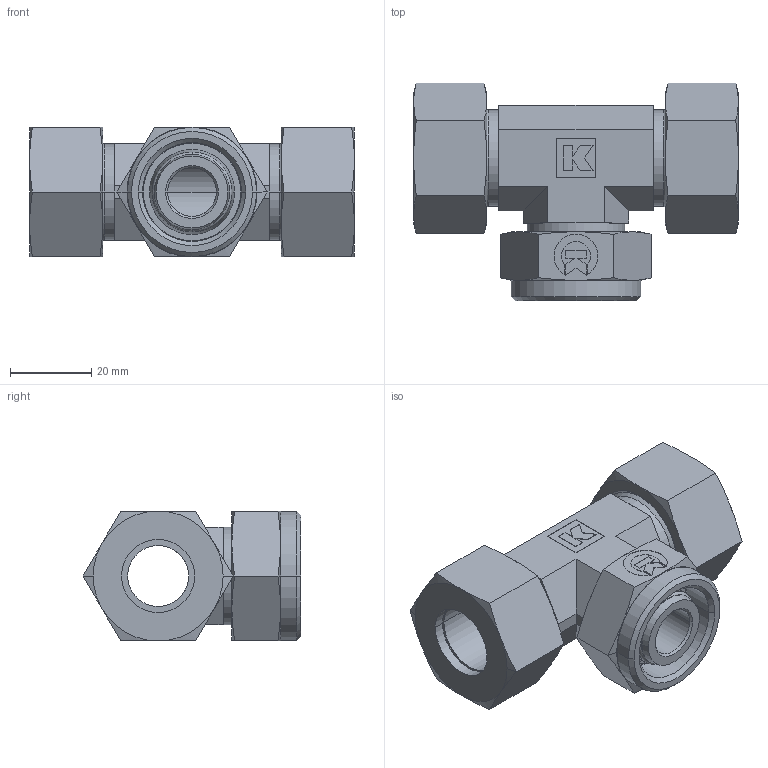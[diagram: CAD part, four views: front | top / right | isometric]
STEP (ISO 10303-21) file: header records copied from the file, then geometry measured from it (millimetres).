
FILE_DESCRIPTION( ( '' ), '1' );
FILE_NAME( '3865182618.stp', '2012-08-13T08:50:02', ( '' ), ( '' ), ' ', ' ', ' ' );
FILE_SCHEMA( ( 'CONFIG_CONTROL_DESIGN' ) );
Length unit declared in the file: millimetre
Products named in the file (5): 1; 2; 3; 4; 5
Bounding box: 80 x 53.63 x 32 mm (x, y, z)
Volume: 49587.6 mm3; surface area: 25458 mm2
Topology: 5 solids, 6 shells, 276 faces, 634 edges, 387 vertices
Faces by surface type: plane 128, cone 94, cylinder 48, torus 6
Entity records: 7927 total; most frequent: CARTESIAN_POINT 1513, DIRECTION 1331, ORIENTED_EDGE 1268, EDGE_CURVE 634, AXIS2_PLACEMENT_3D 491, VERTEX_POINT 387, LINE 349, VECTOR 349
